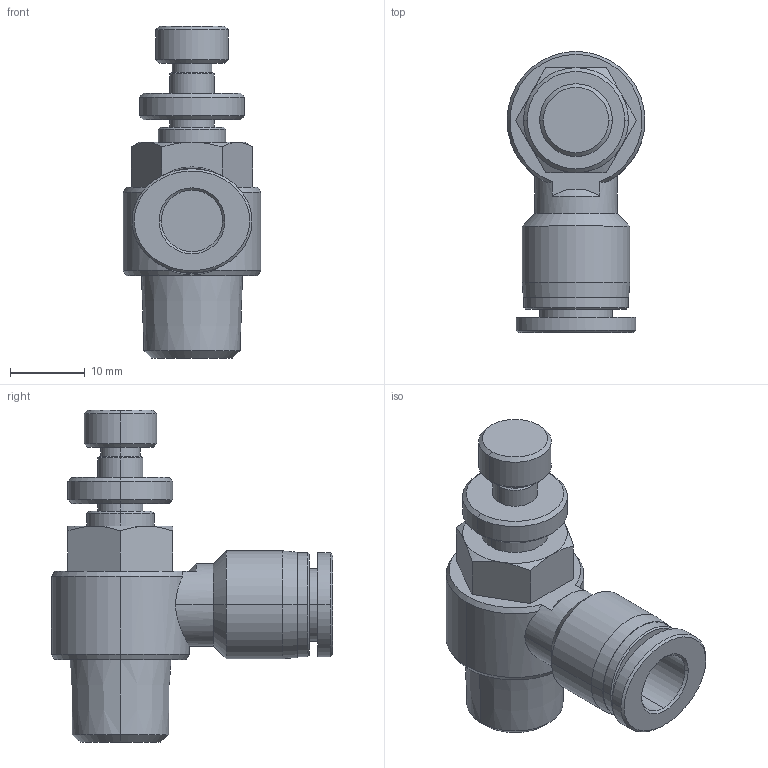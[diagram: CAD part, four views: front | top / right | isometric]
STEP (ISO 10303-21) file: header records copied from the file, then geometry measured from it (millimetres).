
FILE_DESCRIPTION((''),'2;1');
FILE_NAME('NSE0802-MDT.stp','2017-07-22T08:51:33',(''),(''),'Mechanical Desktop 2009','Mechanical Desktop 2009',', , ');
FILE_SCHEMA(('CONFIG_CONTROL_DESIGN'));
Length unit declared in the file: millimetre
Products named in the file (4): NSE0802-MDTA; NSE0802-MDT; R02; COLLAR-08L
Assembly tree (3 placements, depth 2):
  NSE0802-MDTA
    NSE0802-MDT
    R02
    COLLAR-08L
Bounding box: 18.4 x 37.5 x 44.3 mm (x, y, z)
Volume: 8553.3 mm3; surface area: 4219 mm2
Topology: 1 solids, 1 shells, 83 faces, 177 edges, 108 vertices
Faces by surface type: cone 34, cylinder 24, plane 22, bspline 3
Entity records: 2788 total; most frequent: CARTESIAN_POINT 856, DIRECTION 409, ORIENTED_EDGE 354, EDGE_CURVE 177, AXIS2_PLACEMENT_3D 171, VERTEX_POINT 108, EDGE_LOOP 95, CIRCLE 85
